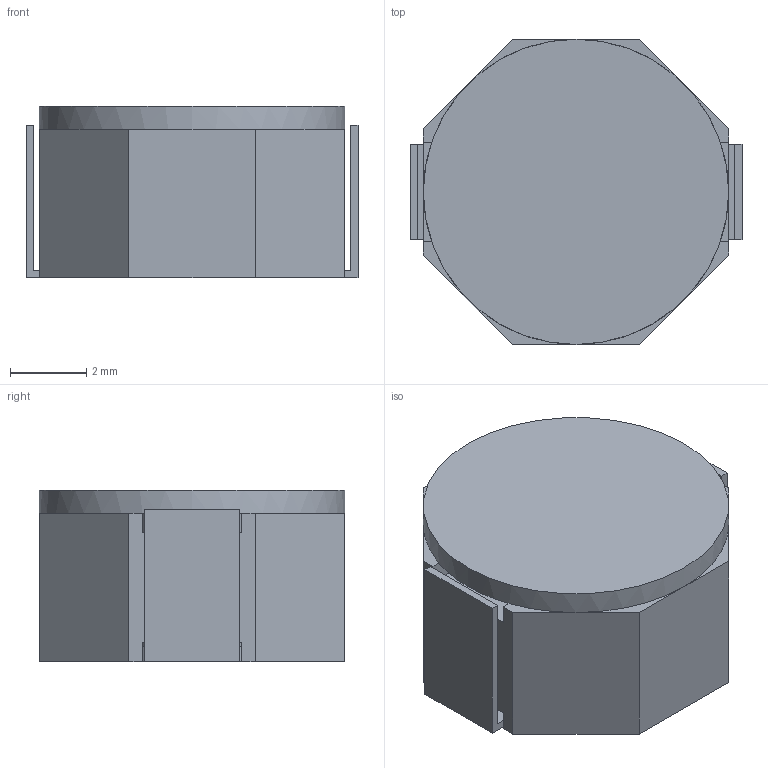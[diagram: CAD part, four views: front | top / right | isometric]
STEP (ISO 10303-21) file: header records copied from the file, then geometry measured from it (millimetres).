
FILE_DESCRIPTION(('FreeCAD Model'),'2;1');
FILE_NAME('L_CDRH8D43_8x8mm_H4.5mm.step','2018-09-25T17:51:18',( 'kicad StepUp'),('ksu MCAD'),'Open CASCADE STEP processor 7.2', 'FreeCAD','Unknown');
FILE_SCHEMA(('AUTOMOTIVE_DESIGN { 1 0 10303 214 1 1 1 1 }'));
Length unit declared in the file: millimetre
Products named in the file (1): L_CDRH8D43_8x8mm_H4.5mm
Bounding box: 8.7 x 8 x 4.5 mm (x, y, z)
Volume: 151.3 mm3; surface area: 424.6 mm2
Topology: 3 solids, 3 shells, 58 faces, 153 edges, 99 vertices
Faces by surface type: plane 52, cylinder 6
Full cylindrical faces by diameter (mm): 3 x1, 5 x1, 6.3 x1, 8 x1
Entity records: 2199 total; most frequent: CARTESIAN_POINT 311, ORIENTED_EDGE 306, DIRECTION 302, EDGE_CURVE 153, LINE 122, VECTOR 122, VERTEX_POINT 99, AXIS2_PLACEMENT_3D 90
